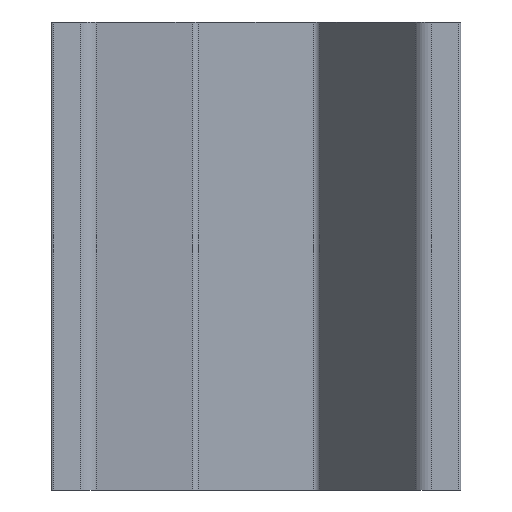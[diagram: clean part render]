
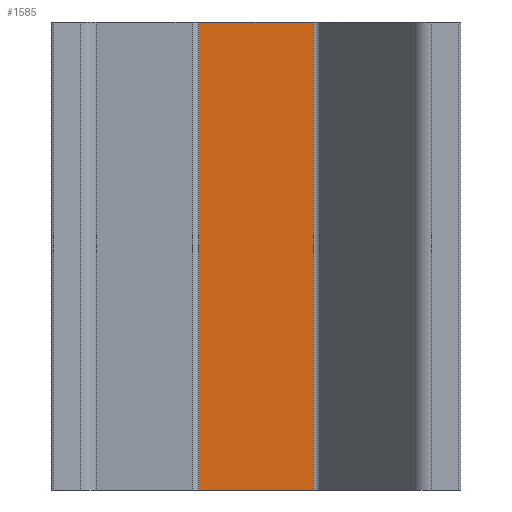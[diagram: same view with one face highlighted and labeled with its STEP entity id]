
A CAD part, front view. The second image highlights one B-rep face of the part: STEP entity #1585.
In plain terms, the highlighted planar face has unit normal (0, -1, 0).
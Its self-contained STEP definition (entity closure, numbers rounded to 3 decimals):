
#35 = ORIENTED_EDGE ( 'NONE', *, *, #1925, .T. ) ;
#389 = VERTEX_POINT ( 'NONE', #1199 ) ;
#414 = EDGE_LOOP ( 'NONE', ( #35, #1577, #1586, #1517 ) ) ;
#562 = EDGE_CURVE ( 'NONE', #389, #782, #1502, .T. ) ;
#782 = VERTEX_POINT ( 'NONE', #1603 ) ;
#951 = EDGE_CURVE ( 'NONE', #1924, #1584, #1683, .T. ) ;
#1199 = CARTESIAN_POINT ( 'NONE',  ( -1010.794, 3409.079, 120. ) ) ;
#1498 = DIRECTION ( 'NONE',  ( 0., 0., -1. ) ) ;
#1499 = VECTOR ( 'NONE', #1498, 1000. ) ;
#1500 = CARTESIAN_POINT ( 'NONE',  ( -1010.794, 3409.079, 120. ) ) ;
#1502 = LINE ( 'NONE', #1500, #1499 ) ;
#1517 = ORIENTED_EDGE ( 'NONE', *, *, #562, .T. ) ;
#1577 = ORIENTED_EDGE ( 'NONE', *, *, #951, .F. ) ;
#1578 = EDGE_CURVE ( 'NONE', #389, #1924, #1677, .T. ) ;
#1584 = VERTEX_POINT ( 'NONE', #1667 ) ;
#1585 = ADVANCED_FACE ( 'NONE', ( #1660 ), #1672, .F. ) ;
#1586 = ORIENTED_EDGE ( 'NONE', *, *, #1578, .F. ) ;
#1603 = CARTESIAN_POINT ( 'NONE',  ( -1010.794, 3409.079, 0. ) ) ;
#1627 = DIRECTION ( 'NONE',  ( 0., 0., -1. ) ) ;
#1660 = FACE_OUTER_BOUND ( 'NONE', #414, .T. ) ;
#1661 = CARTESIAN_POINT ( 'NONE',  ( -981.331, 3409.079, 120. ) ) ;
#1665 = AXIS2_PLACEMENT_3D ( 'NONE', #1717, #1716, #1715 ) ;
#1667 = CARTESIAN_POINT ( 'NONE',  ( -981.331, 3409.079, 0. ) ) ;
#1668 = DIRECTION ( 'NONE',  ( 1., 0., 0. ) ) ;
#1669 = VECTOR ( 'NONE', #1668, 1000. ) ;
#1670 = CARTESIAN_POINT ( 'NONE',  ( -981.331, 3409.079, 120. ) ) ;
#1672 = PLANE ( 'NONE',  #1665 ) ;
#1677 = LINE ( 'NONE', #1670, #1669 ) ;
#1682 = VECTOR ( 'NONE', #1627, 1000. ) ;
#1683 = LINE ( 'NONE', #1686, #1682 ) ;
#1686 = CARTESIAN_POINT ( 'NONE',  ( -981.331, 3409.079, 120. ) ) ;
#1694 = DIRECTION ( 'NONE',  ( 1., 0., 0. ) ) ;
#1695 = VECTOR ( 'NONE', #1694, 1000. ) ;
#1696 = LINE ( 'NONE', #1714, #1695 ) ;
#1714 = CARTESIAN_POINT ( 'NONE',  ( -981.331, 3409.079, 0. ) ) ;
#1715 = DIRECTION ( 'NONE',  ( -1., 0., 0. ) ) ;
#1716 = DIRECTION ( 'NONE',  ( 0., 1., 0. ) ) ;
#1717 = CARTESIAN_POINT ( 'NONE',  ( -981.331, 3409.079, 120. ) ) ;
#1924 = VERTEX_POINT ( 'NONE', #1661 ) ;
#1925 = EDGE_CURVE ( 'NONE', #782, #1584, #1696, .T. ) ;
